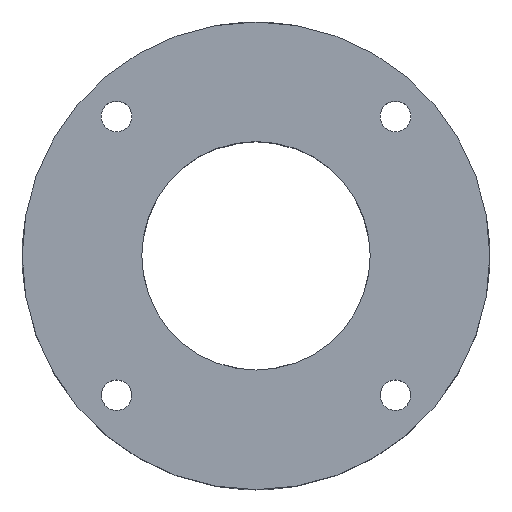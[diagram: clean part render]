
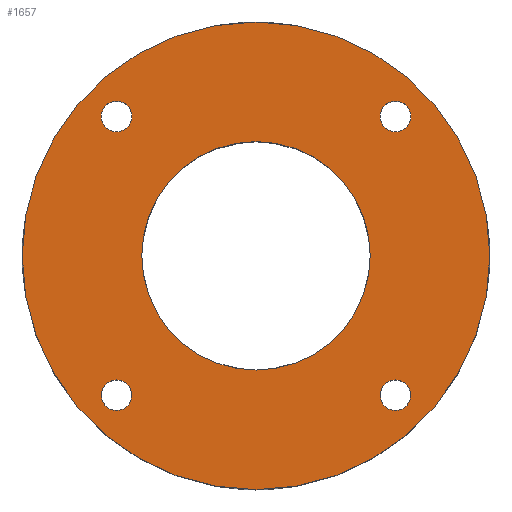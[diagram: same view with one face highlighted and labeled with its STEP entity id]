
A CAD part, top view. The second image highlights one B-rep face of the part: STEP entity #1657.
In plain terms, the highlighted planar face has unit normal (0, 0, 1).
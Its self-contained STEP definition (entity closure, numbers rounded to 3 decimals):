
#30 = CARTESIAN_POINT ( 'NONE',  ( -17.2, 15.5, 20. ) ) ;
#47 = VERTEX_POINT ( 'NONE', #30 ) ;
#56 = FACE_BOUND ( 'NONE', #497, .T. ) ;
#63 = CARTESIAN_POINT ( 'NONE',  ( -26., 0., 20. ) ) ;
#76 = DIRECTION ( 'NONE',  ( -1., 0., 0. ) ) ;
#96 = CARTESIAN_POINT ( 'NONE',  ( 0., 0., 20. ) ) ;
#138 = AXIS2_PLACEMENT_3D ( 'NONE', #309, #1587, #1739 ) ;
#143 = ORIENTED_EDGE ( 'NONE', *, *, #1556, .T. ) ;
#163 = EDGE_CURVE ( 'NONE', #1280, #1805, #935, .T. ) ;
#191 = VERTEX_POINT ( 'NONE', #63 ) ;
#194 = EDGE_LOOP ( 'NONE', ( #1356, #1510 ) ) ;
#215 = VERTEX_POINT ( 'NONE', #652 ) ;
#232 = EDGE_CURVE ( 'NONE', #47, #592, #887, .T. ) ;
#234 = CARTESIAN_POINT ( 'NONE',  ( -15.5, -15.5, 20. ) ) ;
#239 = ORIENTED_EDGE ( 'NONE', *, *, #1756, .T. ) ;
#242 = ORIENTED_EDGE ( 'NONE', *, *, #1653, .T. ) ;
#243 = ORIENTED_EDGE ( 'NONE', *, *, #602, .T. ) ;
#267 = ORIENTED_EDGE ( 'NONE', *, *, #1386, .T. ) ;
#271 = DIRECTION ( 'NONE',  ( 0., 0., 1. ) ) ;
#309 = CARTESIAN_POINT ( 'NONE',  ( 15.5, 15.5, 20. ) ) ;
#313 = CARTESIAN_POINT ( 'NONE',  ( -15.5, -15.5, 20. ) ) ;
#383 = CARTESIAN_POINT ( 'NONE',  ( -12.7, 0., 20. ) ) ;
#387 = CARTESIAN_POINT ( 'NONE',  ( -13.8, -15.5, 20. ) ) ;
#392 = AXIS2_PLACEMENT_3D ( 'NONE', #727, #1648, #576 ) ;
#421 = ORIENTED_EDGE ( 'NONE', *, *, #1838, .T. ) ;
#432 = EDGE_CURVE ( 'NONE', #1046, #752, #1467, .T. ) ;
#461 = FACE_BOUND ( 'NONE', #1279, .T. ) ;
#482 = CARTESIAN_POINT ( 'NONE',  ( 17.2, -15.5, 20. ) ) ;
#497 = EDGE_LOOP ( 'NONE', ( #239, #243 ) ) ;
#524 = DIRECTION ( 'NONE',  ( -1., 0., 0. ) ) ;
#541 = AXIS2_PLACEMENT_3D ( 'NONE', #699, #1616, #549 ) ;
#549 = DIRECTION ( 'NONE',  ( -1., 0., 0. ) ) ;
#555 = AXIS2_PLACEMENT_3D ( 'NONE', #719, #1792, #872 ) ;
#576 = DIRECTION ( 'NONE',  ( -1., 0., 0. ) ) ;
#592 = VERTEX_POINT ( 'NONE', #1300 ) ;
#602 = EDGE_CURVE ( 'NONE', #1097, #1148, #862, .T. ) ;
#612 = VERTEX_POINT ( 'NONE', #383 ) ;
#619 = CIRCLE ( 'NONE', #1671, 12.7 ) ;
#652 = CARTESIAN_POINT ( 'NONE',  ( 12.7, 0., 20. ) ) ;
#675 = CARTESIAN_POINT ( 'NONE',  ( 15.5, -15.5, 20. ) ) ;
#679 = DIRECTION ( 'NONE',  ( 0., 0., -1. ) ) ;
#699 = CARTESIAN_POINT ( 'NONE',  ( 15.5, -15.5, 20. ) ) ;
#719 = CARTESIAN_POINT ( 'NONE',  ( 15.5, 15.5, 20. ) ) ;
#727 = CARTESIAN_POINT ( 'NONE',  ( -15.5, 15.5, 20. ) ) ;
#752 = VERTEX_POINT ( 'NONE', #1560 ) ;
#761 = DIRECTION ( 'NONE',  ( 0., 0., 1. ) ) ;
#783 = CARTESIAN_POINT ( 'NONE',  ( 0., 0., 20. ) ) ;
#789 = AXIS2_PLACEMENT_3D ( 'NONE', #675, #1591, #524 ) ;
#793 = DIRECTION ( 'NONE',  ( 0., 0., -1. ) ) ;
#841 = DIRECTION ( 'NONE',  ( 0., 0., 1. ) ) ;
#854 = AXIS2_PLACEMENT_3D ( 'NONE', #96, #271, #1329 ) ;
#862 = CIRCLE ( 'NONE', #1399, 1.7 ) ;
#872 = DIRECTION ( 'NONE',  ( -1., 0., 0. ) ) ;
#887 = CIRCLE ( 'NONE', #1514, 1.7 ) ;
#904 = EDGE_CURVE ( 'NONE', #592, #47, #1702, .T. ) ;
#907 = CIRCLE ( 'NONE', #1932, 26. ) ;
#935 = CIRCLE ( 'NONE', #789, 1.7 ) ;
#938 = DIRECTION ( 'NONE',  ( -1., 0., 0. ) ) ;
#945 = AXIS2_PLACEMENT_3D ( 'NONE', #1771, #841, #1763 ) ;
#955 = CIRCLE ( 'NONE', #138, 1.7 ) ;
#989 = ORIENTED_EDGE ( 'NONE', *, *, #163, .T. ) ;
#999 = CARTESIAN_POINT ( 'NONE',  ( 17.2, 15.5, 20. ) ) ;
#1046 = VERTEX_POINT ( 'NONE', #999 ) ;
#1048 = EDGE_LOOP ( 'NONE', ( #1712, #267 ) ) ;
#1055 = AXIS2_PLACEMENT_3D ( 'NONE', #1745, #679, #1597 ) ;
#1097 = VERTEX_POINT ( 'NONE', #387 ) ;
#1139 = DIRECTION ( 'NONE',  ( 0., 0., -1. ) ) ;
#1148 = VERTEX_POINT ( 'NONE', #1477 ) ;
#1176 = CARTESIAN_POINT ( 'NONE',  ( 26., 0., 20. ) ) ;
#1177 = CIRCLE ( 'NONE', #1362, 1.7 ) ;
#1190 = ORIENTED_EDGE ( 'NONE', *, *, #1726, .T. ) ;
#1226 = FACE_OUTER_BOUND ( 'NONE', #1048, .T. ) ;
#1242 = EDGE_CURVE ( 'NONE', #191, #1622, #907, .T. ) ;
#1264 = CIRCLE ( 'NONE', #541, 1.7 ) ;
#1279 = EDGE_LOOP ( 'NONE', ( #143, #1789 ) ) ;
#1280 = VERTEX_POINT ( 'NONE', #1675 ) ;
#1300 = CARTESIAN_POINT ( 'NONE',  ( -13.8, 15.5, 20. ) ) ;
#1329 = DIRECTION ( 'NONE',  ( 1., 0., 0. ) ) ;
#1356 = ORIENTED_EDGE ( 'NONE', *, *, #232, .T. ) ;
#1362 = AXIS2_PLACEMENT_3D ( 'NONE', #313, #1820, #1986 ) ;
#1386 = EDGE_CURVE ( 'NONE', #1622, #191, #1977, .T. ) ;
#1399 = AXIS2_PLACEMENT_3D ( 'NONE', #234, #1139, #76 ) ;
#1458 = PLANE ( 'NONE',  #945 ) ;
#1467 = CIRCLE ( 'NONE', #555, 1.7 ) ;
#1477 = CARTESIAN_POINT ( 'NONE',  ( -17.2, -15.5, 20. ) ) ;
#1510 = ORIENTED_EDGE ( 'NONE', *, *, #904, .T. ) ;
#1514 = AXIS2_PLACEMENT_3D ( 'NONE', #1877, #793, #1716 ) ;
#1556 = EDGE_CURVE ( 'NONE', #752, #1046, #955, .T. ) ;
#1560 = CARTESIAN_POINT ( 'NONE',  ( 13.8, 15.5, 20. ) ) ;
#1572 = EDGE_LOOP ( 'NONE', ( #421, #1190 ) ) ;
#1581 = CIRCLE ( 'NONE', #1055, 12.7 ) ;
#1587 = DIRECTION ( 'NONE',  ( 0., 0., -1. ) ) ;
#1591 = DIRECTION ( 'NONE',  ( 0., 0., -1. ) ) ;
#1597 = DIRECTION ( 'NONE',  ( -1., 0., 0. ) ) ;
#1616 = DIRECTION ( 'NONE',  ( 0., 0., -1. ) ) ;
#1622 = VERTEX_POINT ( 'NONE', #1176 ) ;
#1631 = FACE_BOUND ( 'NONE', #1572, .T. ) ;
#1648 = DIRECTION ( 'NONE',  ( 0., 0., -1. ) ) ;
#1653 = EDGE_CURVE ( 'NONE', #1805, #1280, #1264, .T. ) ;
#1657 = ADVANCED_FACE ( 'NONE', ( #1719, #56, #1677, #461, #1631, #1226 ), #1458, .T. ) ;
#1671 = AXIS2_PLACEMENT_3D ( 'NONE', #783, #1865, #938 ) ;
#1675 = CARTESIAN_POINT ( 'NONE',  ( 13.8, -15.5, 20. ) ) ;
#1677 = FACE_BOUND ( 'NONE', #194, .T. ) ;
#1684 = DIRECTION ( 'NONE',  ( 1., 0., 0. ) ) ;
#1702 = CIRCLE ( 'NONE', #392, 1.7 ) ;
#1712 = ORIENTED_EDGE ( 'NONE', *, *, #1242, .T. ) ;
#1716 = DIRECTION ( 'NONE',  ( -1., 0., 0. ) ) ;
#1719 = FACE_BOUND ( 'NONE', #1806, .T. ) ;
#1726 = EDGE_CURVE ( 'NONE', #215, #612, #1581, .T. ) ;
#1739 = DIRECTION ( 'NONE',  ( -1., 0., 0. ) ) ;
#1745 = CARTESIAN_POINT ( 'NONE',  ( 0., 0., 20. ) ) ;
#1756 = EDGE_CURVE ( 'NONE', #1148, #1097, #1177, .T. ) ;
#1763 = DIRECTION ( 'NONE',  ( 1., 0., 0. ) ) ;
#1771 = CARTESIAN_POINT ( 'NONE',  ( 0., 0., 20. ) ) ;
#1789 = ORIENTED_EDGE ( 'NONE', *, *, #432, .T. ) ;
#1792 = DIRECTION ( 'NONE',  ( 0., 0., -1. ) ) ;
#1805 = VERTEX_POINT ( 'NONE', #482 ) ;
#1806 = EDGE_LOOP ( 'NONE', ( #989, #242 ) ) ;
#1820 = DIRECTION ( 'NONE',  ( 0., 0., -1. ) ) ;
#1838 = EDGE_CURVE ( 'NONE', #612, #215, #619, .T. ) ;
#1840 = CARTESIAN_POINT ( 'NONE',  ( 0., 0., 20. ) ) ;
#1865 = DIRECTION ( 'NONE',  ( 0., 0., -1. ) ) ;
#1877 = CARTESIAN_POINT ( 'NONE',  ( -15.5, 15.5, 20. ) ) ;
#1932 = AXIS2_PLACEMENT_3D ( 'NONE', #1840, #761, #1684 ) ;
#1977 = CIRCLE ( 'NONE', #854, 26. ) ;
#1986 = DIRECTION ( 'NONE',  ( -1., 0., 0. ) ) ;
